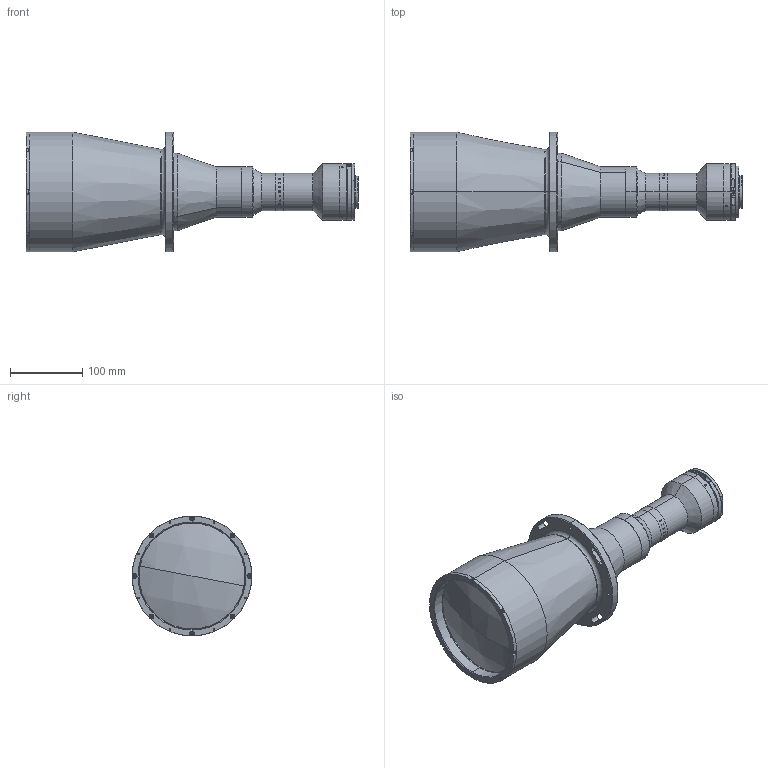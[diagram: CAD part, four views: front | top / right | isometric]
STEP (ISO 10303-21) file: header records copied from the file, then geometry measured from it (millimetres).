
FILE_DESCRIPTION (( 'STEP AP203' ), '1' );
FILE_NAME ('XF-PTL12235-0297-260F-(HD).STEP', '2018-12-25T05:48:33', ( 'lawlynn' ), ( '' ), 'SwSTEP 2.0', 'SolidWorks 2014', '' );
FILE_SCHEMA (( 'CONFIG_CONTROL_DESIGN' ));
Length unit declared in the file: millimetre
Products named in the file (1): XF-PTL12235-0297-260F-(HD)
Bounding box: 460.79 x 166 x 166 mm (x, y, z)
Surface area: 245679.5 mm2 (no closed solid volume)
Topology: 0 solids, 48 shells, 330 faces, 1486 edges, 1193 vertices
Faces by surface type: cylinder 148, plane 116, cone 46, torus 16, sphere 4
Entity records: 21188 total; most frequent: CARTESIAN_POINT 9322, DIRECTION 2432, ORIENTED_EDGE 2109, EDGE_CURVE 1478, VERTEX_POINT 1193, AXIS2_PLACEMENT_3D 919, VECTOR 594, LINE 594
